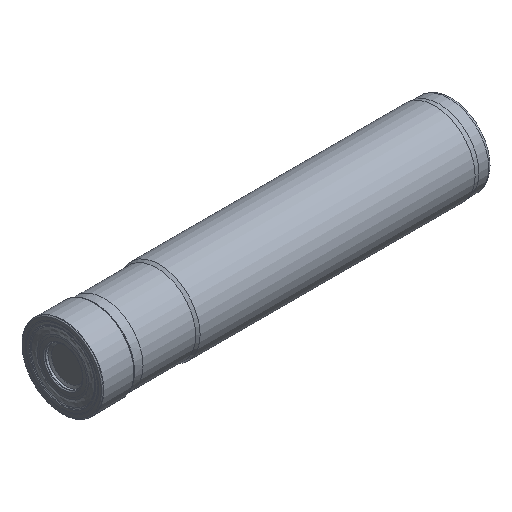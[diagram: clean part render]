
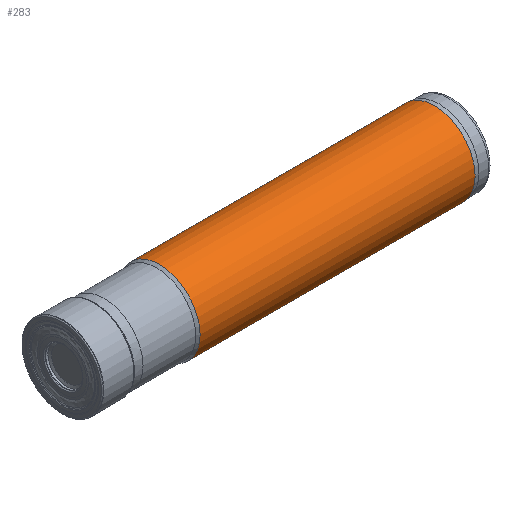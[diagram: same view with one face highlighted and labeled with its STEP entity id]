
A CAD part, isometric view. The second image highlights one B-rep face of the part: STEP entity #283.
In plain terms, the highlighted cylindrical face has radius 12.5 mm (diameter 25 mm), a full revolution.
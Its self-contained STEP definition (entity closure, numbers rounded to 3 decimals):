
#190=CYLINDRICAL_SURFACE('',#594,12.5);
#216=FACE_BOUND('',#332,.T.);
#217=FACE_BOUND('',#333,.T.);
#283=ADVANCED_FACE('',(#216,#217),#190,.T.);
#332=EDGE_LOOP('',(#406));
#333=EDGE_LOOP('',(#407));
#406=ORIENTED_EDGE('',*,*,#510,.F.);
#407=ORIENTED_EDGE('',*,*,#511,.T.);
#473=VERTEX_POINT('',#795);
#474=VERTEX_POINT('',#798);
#510=EDGE_CURVE('',#473,#473,#547,.T.);
#511=EDGE_CURVE('',#474,#474,#548,.T.);
#547=CIRCLE('',#591,12.5);
#548=CIRCLE('',#593,12.5);
#591=AXIS2_PLACEMENT_3D('',#794,#663,#664);
#593=AXIS2_PLACEMENT_3D('',#797,#667,#668);
#594=AXIS2_PLACEMENT_3D('',#799,#669,#670);
#663=DIRECTION('',(-1.,0.,0.));
#664=DIRECTION('',(0.,0.,1.));
#667=DIRECTION('',(-1.,0.,0.));
#668=DIRECTION('',(0.,0.,1.));
#669=DIRECTION('',(-1.,0.,0.));
#670=DIRECTION('',(0.,0.,1.));
#794=CARTESIAN_POINT('',(30.,0.,0.));
#795=CARTESIAN_POINT('',(30.,0.,12.5));
#797=CARTESIAN_POINT('',(114.582,0.,0.));
#798=CARTESIAN_POINT('',(114.582,0.,12.5));
#799=CARTESIAN_POINT('',(0.,0.,0.));
